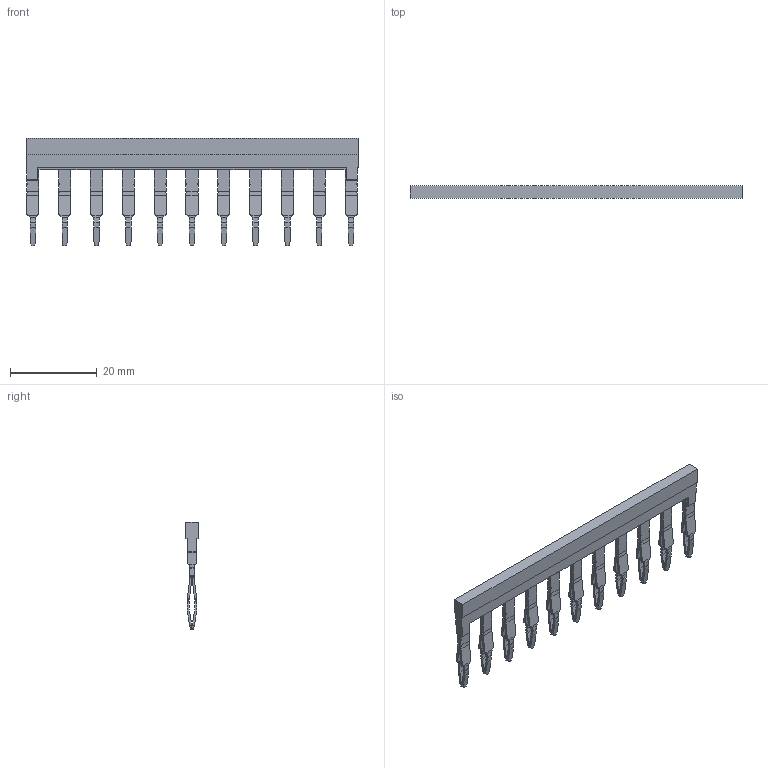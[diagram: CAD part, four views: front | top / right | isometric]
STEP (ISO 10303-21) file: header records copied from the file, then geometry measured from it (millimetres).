
FILE_DESCRIPTION(('CATIA V5 STEP Exchange','CAx-IF Rec.Pracs.--- Model Styling and Organization---1.4--- 2014-01-23'),'2;1');
FILE_NAME ('1175041-4_0_2709810000_2709810000.stp','2020-10-21T08:36:27+00:00',('none'),('Weidmueller'),'CATIA Version 5-6 Release 2016 SP3 HF44','CATIA V5 STEP AP214','none');
FILE_SCHEMA(('AUTOMOTIVE_DESIGN { 1 0 10303 214 1 1 1 1 }'));
Length unit declared in the file: millimetre
Products named in the file (1): 2709810000
Bounding box: 76.7 x 2.8 x 24.72 mm (x, y, z)
Volume: 1871 mm3; surface area: 4699.3 mm2
Topology: 2 solids, 2 shells, 1151 faces, 3209 edges, 2020 vertices
Faces by surface type: plane 731, cylinder 288, bspline 132
Entity records: 36267 total; most frequent: CARTESIAN_POINT 10517, ORIENTED_EDGE 6418, DIRECTION 3593, EDGE_CURVE 3209, VECTOR 2105, LINE 2105, VERTEX_POINT 2020, EDGE_LOOP 1193
